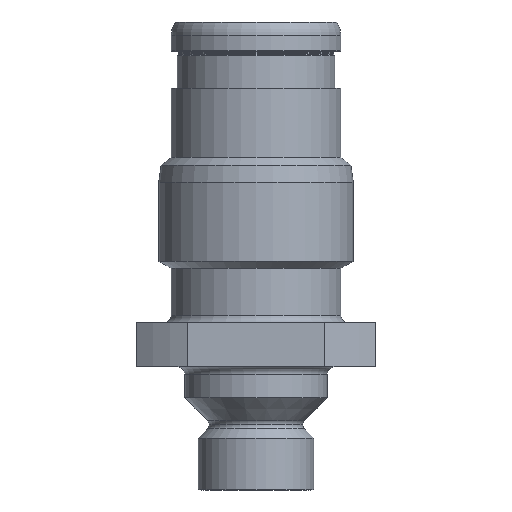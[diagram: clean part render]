
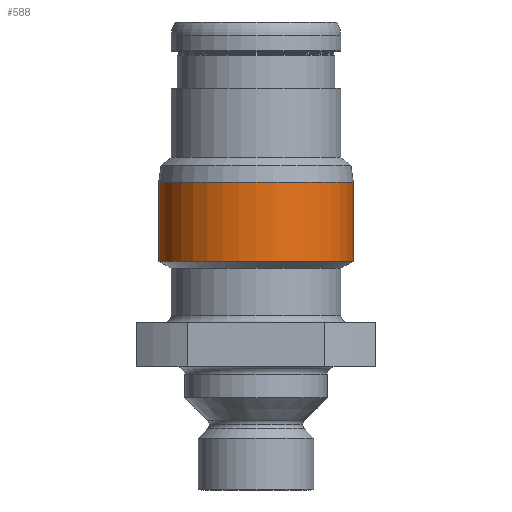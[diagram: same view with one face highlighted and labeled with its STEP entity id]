
A CAD part, front view. The second image highlights one B-rep face of the part: STEP entity #588.
In plain terms, the highlighted cylindrical face has radius 3.95 mm (diameter 7.9 mm), a partial arc.
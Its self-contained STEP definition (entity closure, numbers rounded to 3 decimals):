
#73 = AXIS2_PLACEMENT_3D ( 'NONE', #582, #8779, #8871 ) ;
#114 = LINE ( 'NONE', #1207, #1850 ) ;
#483 = ORIENTED_EDGE ( 'NONE', *, *, #1217, .F. ) ;
#582 = CARTESIAN_POINT ( 'NONE',  ( 0., 0., -6.5 ) ) ;
#588 = ADVANCED_FACE ( 'NONE', ( #1983 ), #6874, .T. ) ;
#1013 = CIRCLE ( 'NONE', #73, 3.95 ) ;
#1138 = CARTESIAN_POINT ( 'NONE',  ( 0., 0., 1.82 ) ) ;
#1207 = CARTESIAN_POINT ( 'NONE',  ( 3.95, 0., 1.82 ) ) ;
#1217 = EDGE_CURVE ( 'NONE', #6823, #4403, #1013, .T. ) ;
#1243 = CARTESIAN_POINT ( 'NONE',  ( -3.95, 0., -9.708 ) ) ;
#1509 = EDGE_LOOP ( 'NONE', ( #7803, #2751, #2283, #483 ) ) ;
#1532 = CARTESIAN_POINT ( 'NONE',  ( 3.95, 0., -6.5 ) ) ;
#1543 = VECTOR ( 'NONE', #2191, 1000. ) ;
#1850 = VECTOR ( 'NONE', #5946, 1000. ) ;
#1890 = DIRECTION ( 'NONE',  ( 1., 0., 0. ) ) ;
#1951 = DIRECTION ( 'NONE',  ( 0., 0., 1. ) ) ;
#1983 = FACE_OUTER_BOUND ( 'NONE', #1509, .T. ) ;
#2191 = DIRECTION ( 'NONE',  ( 0., 0., 1. ) ) ;
#2283 = ORIENTED_EDGE ( 'NONE', *, *, #3508, .T. ) ;
#2751 = ORIENTED_EDGE ( 'NONE', *, *, #2854, .T. ) ;
#2854 = EDGE_CURVE ( 'NONE', #8032, #8267, #7712, .T. ) ;
#3018 = CARTESIAN_POINT ( 'NONE',  ( 3.95, 0., -9.708 ) ) ;
#3150 = AXIS2_PLACEMENT_3D ( 'NONE', #1138, #1951, #1890 ) ;
#3508 = EDGE_CURVE ( 'NONE', #8267, #4403, #114, .T. ) ;
#3558 = CARTESIAN_POINT ( 'NONE',  ( -3.95, 0., 1.82 ) ) ;
#3860 = DIRECTION ( 'NONE',  ( 1., 0., 0. ) ) ;
#4403 = VERTEX_POINT ( 'NONE', #1532 ) ;
#4859 = EDGE_CURVE ( 'NONE', #8032, #6823, #8307, .T. ) ;
#5627 = AXIS2_PLACEMENT_3D ( 'NONE', #6880, #6125, #3860 ) ;
#5946 = DIRECTION ( 'NONE',  ( 0., 0., 1. ) ) ;
#6125 = DIRECTION ( 'NONE',  ( 0., 0., 1. ) ) ;
#6286 = CARTESIAN_POINT ( 'NONE',  ( -3.95, 0., -6.5 ) ) ;
#6823 = VERTEX_POINT ( 'NONE', #6286 ) ;
#6874 = CYLINDRICAL_SURFACE ( 'NONE', #3150, 3.95 ) ;
#6880 = CARTESIAN_POINT ( 'NONE',  ( 0., 0., -9.708 ) ) ;
#7712 = CIRCLE ( 'NONE', #5627, 3.95 ) ;
#7803 = ORIENTED_EDGE ( 'NONE', *, *, #4859, .F. ) ;
#8032 = VERTEX_POINT ( 'NONE', #1243 ) ;
#8267 = VERTEX_POINT ( 'NONE', #3018 ) ;
#8307 = LINE ( 'NONE', #3558, #1543 ) ;
#8779 = DIRECTION ( 'NONE',  ( 0., 0., 1. ) ) ;
#8871 = DIRECTION ( 'NONE',  ( 1., 0., 0. ) ) ;
